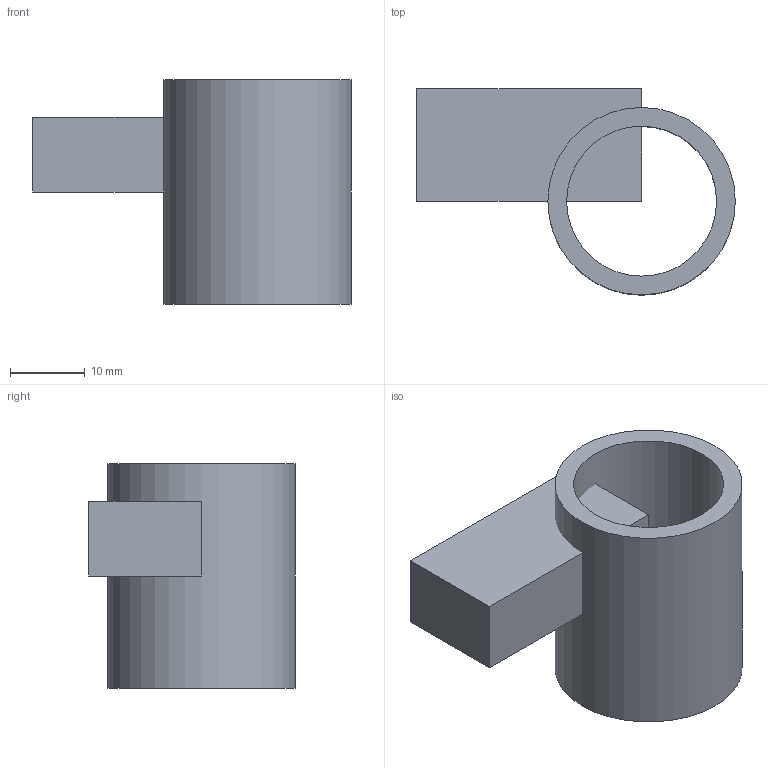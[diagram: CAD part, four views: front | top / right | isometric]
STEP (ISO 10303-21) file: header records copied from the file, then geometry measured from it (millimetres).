
FILE_DESCRIPTION(/* description */ ('Alibre Inc.'),/* implementation_level */ '2;1');
FILE_NAME(/* name */ 'export0',/* time_stamp */ '2012-03-12T12:17:40+01:00',/* author */ (''),/* organization */ (''),/* preprocessor_version */ 'ST-DEVELOPER v14',/* originating_system */ 'Alibre',/* authorisation */ '');
FILE_SCHEMA (('ALIBRE_SCHEMA','CONFIG_CONTROL_DESIGN'));
Length unit declared in the file: centimetre
Products named in the file (3): ID_1
Bounding box: 42.5 x 27.5 x 30 mm (x, y, z)
Volume: 9801.4 mm3; surface area: 6394.6 mm2
Topology: 2 solids, 2 shells, 10 faces, 18 edges, 12 vertices
Faces by surface type: plane 8, cylinder 2
Full cylindrical faces by diameter (mm): 20 x1, 25 x1
Entity records: 1554 total; most frequent: INTEGERVALUEPAIR 148, REALVALUEPAIR 108, CARTESIAN_POINT 96, DIRECTION 81, BOOLEANVALUEPAIR 76, STRINGVALUEPAIR 68, ORIENTED_EDGE 32, PERSON_AND_ORGANIZATION 30
